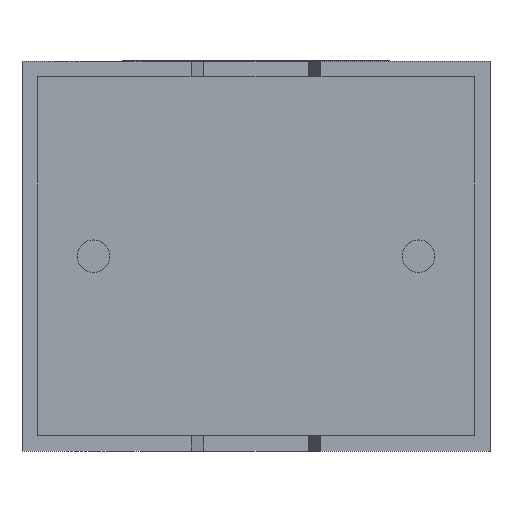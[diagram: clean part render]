
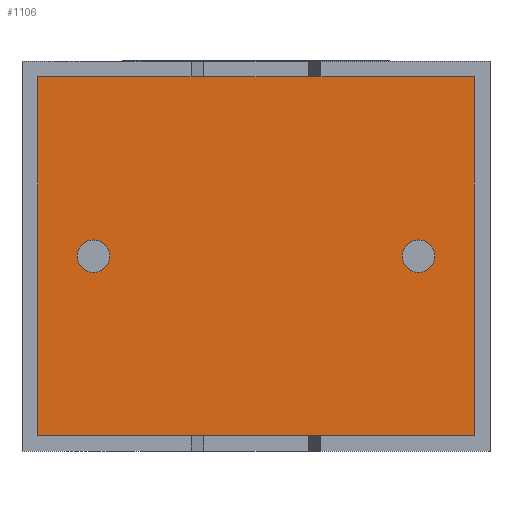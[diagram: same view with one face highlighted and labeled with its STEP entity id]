
A CAD part, front view. The second image highlights one B-rep face of the part: STEP entity #1106.
In plain terms, the highlighted planar face has unit normal (0, -1, 0).
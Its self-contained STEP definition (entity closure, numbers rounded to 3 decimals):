
#11 = EDGE_LOOP ( 'NONE', ( #1818, #2183 ) ) ;
#49 = EDGE_LOOP ( 'NONE', ( #2902, #127, #1809, #934 ) ) ;
#52 = EDGE_LOOP ( 'NONE', ( #319, #2524 ) ) ;
#88 = DIRECTION ( 'NONE',  ( -1., 0., 0. ) ) ;
#127 = ORIENTED_EDGE ( 'NONE', *, *, #2072, .T. ) ;
#162 = DIRECTION ( 'NONE',  ( 0., 0., -1. ) ) ;
#200 = DIRECTION ( 'NONE',  ( 1., 0., 0. ) ) ;
#201 = VECTOR ( 'NONE', #1548, 1000. ) ;
#319 = ORIENTED_EDGE ( 'NONE', *, *, #1899, .F. ) ;
#377 = DIRECTION ( 'NONE',  ( 0., -1., 0. ) ) ;
#413 = EDGE_CURVE ( 'NONE', #641, #2362, #1588, .T. ) ;
#485 = VERTEX_POINT ( 'NONE', #1668 ) ;
#530 = VERTEX_POINT ( 'NONE', #1790 ) ;
#551 = AXIS2_PLACEMENT_3D ( 'NONE', #1796, #1344, #162 ) ;
#626 = CARTESIAN_POINT ( 'NONE',  ( 0.24, 0.75, 5.76 ) ) ;
#641 = VERTEX_POINT ( 'NONE', #1315 ) ;
#719 = VECTOR ( 'NONE', #2610, 1000. ) ;
#779 = LINE ( 'NONE', #626, #201 ) ;
#832 = DIRECTION ( 'NONE',  ( 0., -1., 0. ) ) ;
#917 = CARTESIAN_POINT ( 'NONE',  ( 0.24, 0.75, 0.24 ) ) ;
#922 = CARTESIAN_POINT ( 'NONE',  ( 6.1, 0.75, 3. ) ) ;
#934 = ORIENTED_EDGE ( 'NONE', *, *, #1739, .T. ) ;
#944 = CARTESIAN_POINT ( 'NONE',  ( 6.96, 0.75, 5.76 ) ) ;
#984 = VERTEX_POINT ( 'NONE', #3037 ) ;
#1027 = PLANE ( 'NONE',  #1803 ) ;
#1036 = EDGE_CURVE ( 'NONE', #1876, #2851, #3001, .T. ) ;
#1106 = ADVANCED_FACE ( 'NONE', ( #2630, #2299, #2225 ), #1027, .T. ) ;
#1141 = CIRCLE ( 'NONE', #1679, 0.25 ) ;
#1147 = LINE ( 'NONE', #944, #2088 ) ;
#1247 = VECTOR ( 'NONE', #200, 1000. ) ;
#1295 = DIRECTION ( 'NONE',  ( 0., 0., -1. ) ) ;
#1315 = CARTESIAN_POINT ( 'NONE',  ( 6.1, 0.75, 3.25 ) ) ;
#1344 = DIRECTION ( 'NONE',  ( 0., -1., 0. ) ) ;
#1366 = AXIS2_PLACEMENT_3D ( 'NONE', #1559, #377, #1295 ) ;
#1403 = CIRCLE ( 'NONE', #551, 0.25 ) ;
#1475 = CIRCLE ( 'NONE', #1366, 0.25 ) ;
#1548 = DIRECTION ( 'NONE',  ( 0., 0., -1. ) ) ;
#1559 = CARTESIAN_POINT ( 'NONE',  ( 6.1, 0.75, 3. ) ) ;
#1588 = CIRCLE ( 'NONE', #2078, 0.25 ) ;
#1592 = EDGE_CURVE ( 'NONE', #2823, #984, #779, .T. ) ;
#1618 = DIRECTION ( 'NONE',  ( 0., -1., 0. ) ) ;
#1668 = CARTESIAN_POINT ( 'NONE',  ( 1.1, 0.75, 2.75 ) ) ;
#1679 = AXIS2_PLACEMENT_3D ( 'NONE', #2932, #832, #2256 ) ;
#1686 = LINE ( 'NONE', #917, #1247 ) ;
#1690 = DIRECTION ( 'NONE',  ( 0., -1., 0. ) ) ;
#1739 = EDGE_CURVE ( 'NONE', #2851, #2823, #1147, .T. ) ;
#1782 = DIRECTION ( 'NONE',  ( 0., 0., -1. ) ) ;
#1790 = CARTESIAN_POINT ( 'NONE',  ( 1.1, 0.75, 3.25 ) ) ;
#1796 = CARTESIAN_POINT ( 'NONE',  ( 1.1, 0.75, 3. ) ) ;
#1803 = AXIS2_PLACEMENT_3D ( 'NONE', #2153, #1690, #1946 ) ;
#1809 = ORIENTED_EDGE ( 'NONE', *, *, #1036, .T. ) ;
#1818 = ORIENTED_EDGE ( 'NONE', *, *, #413, .F. ) ;
#1876 = VERTEX_POINT ( 'NONE', #2774 ) ;
#1899 = EDGE_CURVE ( 'NONE', #530, #485, #1403, .T. ) ;
#1946 = DIRECTION ( 'NONE',  ( 0., 0., -1. ) ) ;
#2072 = EDGE_CURVE ( 'NONE', #984, #1876, #1686, .T. ) ;
#2078 = AXIS2_PLACEMENT_3D ( 'NONE', #922, #1618, #1782 ) ;
#2088 = VECTOR ( 'NONE', #88, 1000. ) ;
#2153 = CARTESIAN_POINT ( 'NONE',  ( 0., 0.75, 0. ) ) ;
#2167 = CARTESIAN_POINT ( 'NONE',  ( 0.24, 0.75, 5.76 ) ) ;
#2183 = ORIENTED_EDGE ( 'NONE', *, *, #2459, .F. ) ;
#2225 = FACE_BOUND ( 'NONE', #52, .T. ) ;
#2256 = DIRECTION ( 'NONE',  ( 0., 0., -1. ) ) ;
#2299 = FACE_OUTER_BOUND ( 'NONE', #49, .T. ) ;
#2334 = CARTESIAN_POINT ( 'NONE',  ( 6.96, 0.75, 0.24 ) ) ;
#2362 = VERTEX_POINT ( 'NONE', #2412 ) ;
#2396 = CARTESIAN_POINT ( 'NONE',  ( 6.96, 0.75, 5.76 ) ) ;
#2412 = CARTESIAN_POINT ( 'NONE',  ( 6.1, 0.75, 2.75 ) ) ;
#2459 = EDGE_CURVE ( 'NONE', #2362, #641, #1475, .T. ) ;
#2485 = EDGE_CURVE ( 'NONE', #485, #530, #1141, .T. ) ;
#2524 = ORIENTED_EDGE ( 'NONE', *, *, #2485, .F. ) ;
#2610 = DIRECTION ( 'NONE',  ( 0., 0., 1. ) ) ;
#2630 = FACE_BOUND ( 'NONE', #11, .T. ) ;
#2774 = CARTESIAN_POINT ( 'NONE',  ( 6.96, 0.75, 0.24 ) ) ;
#2823 = VERTEX_POINT ( 'NONE', #2167 ) ;
#2851 = VERTEX_POINT ( 'NONE', #2396 ) ;
#2902 = ORIENTED_EDGE ( 'NONE', *, *, #1592, .T. ) ;
#2932 = CARTESIAN_POINT ( 'NONE',  ( 1.1, 0.75, 3. ) ) ;
#3001 = LINE ( 'NONE', #2334, #719 ) ;
#3037 = CARTESIAN_POINT ( 'NONE',  ( 0.24, 0.75, 0.24 ) ) ;
